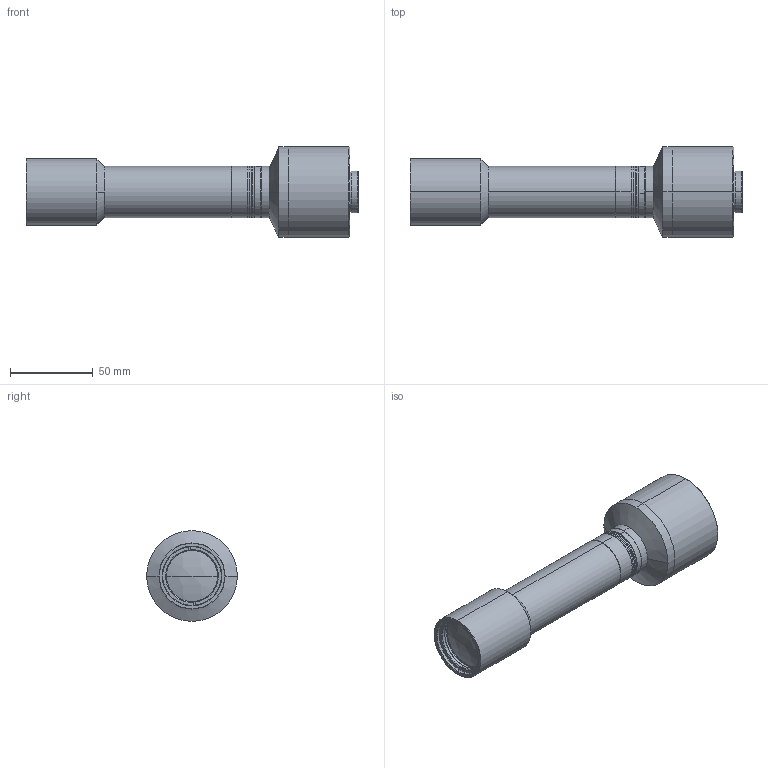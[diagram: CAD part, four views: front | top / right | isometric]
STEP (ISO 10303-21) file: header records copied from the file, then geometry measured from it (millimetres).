
FILE_DESCRIPTION (( 'STEP AP214' ), '1' );
FILE_NAME ('OTLZ18.5-15-110C.STEP', '2023-05-12T02:10:01', ( '' ), ( '' ), 'SwSTEP 2.0', 'SolidWorks 2022', '' );
FILE_SCHEMA (( 'AUTOMOTIVE_DESIGN' ));
Length unit declared in the file: millimetre
Products named in the file (1): OTLZ18.5-15-110C
Bounding box: 201.14 x 55 x 55 mm (x, y, z)
Volume: 152932.7 mm3; surface area: 72601.3 mm2
Topology: 21 solids, 21 shells, 326 faces, 721 edges, 460 vertices
Faces by surface type: cylinder 132, cone 87, plane 83, bspline 24
Entity records: 13543 total; most frequent: CARTESIAN_POINT 2176, DIRECTION 1745, ORIENTED_EDGE 1442, AXIS2_PLACEMENT_3D 741, EDGE_CURVE 721, VERTEX_POINT 460, CIRCLE 438, EDGE_LOOP 385
